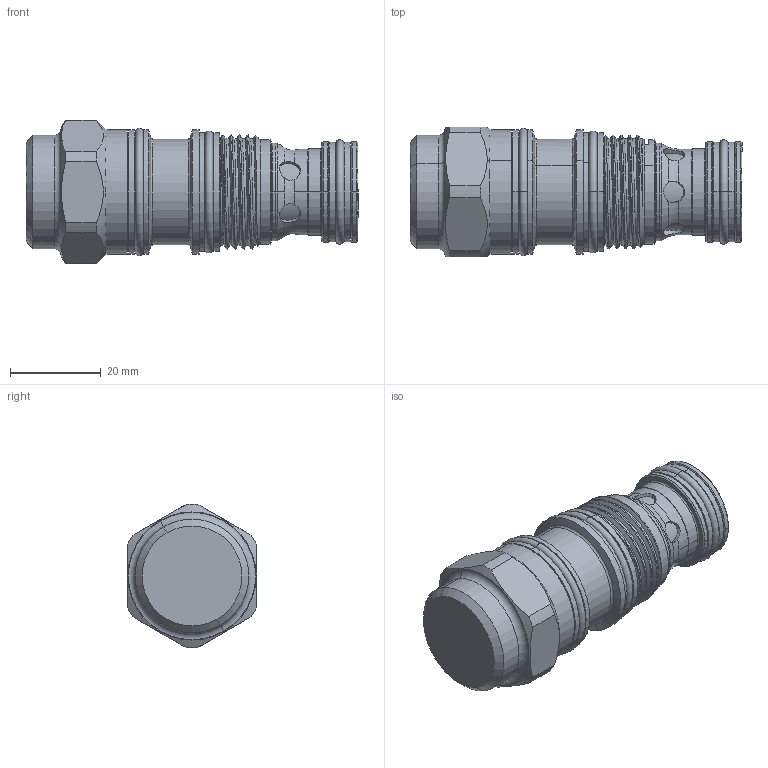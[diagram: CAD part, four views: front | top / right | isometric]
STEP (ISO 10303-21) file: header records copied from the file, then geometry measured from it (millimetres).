
FILE_DESCRIPTION (( 'STEP AP203' ), '1' );
FILE_NAME ('CB2A3D-N.STEP', '2024-03-13T06:08:21', ( '' ), ( '' ), 'SwSTEP 2.0', 'SolidWorks 2018', '' );
FILE_SCHEMA (( 'CONFIG_CONTROL_DESIGN' ));
Length unit declared in the file: millimetre
Products named in the file (1): CB2A3D-N
Bounding box: 73.05 x 28.57 x 31.59 mm (x, y, z)
Volume: 34814 mm3; surface area: 8966.7 mm2
Topology: 1 solids, 1 shells, 242 faces, 583 edges, 362 vertices
Faces by surface type: cylinder 115, torus 46, cone 40, plane 38, bspline 3
Entity records: 9384 total; most frequent: CARTESIAN_POINT 3736, DIRECTION 1215, ORIENTED_EDGE 1166, EDGE_CURVE 583, AXIS2_PLACEMENT_3D 533, VERTEX_POINT 362, CIRCLE 293, EDGE_LOOP 263
